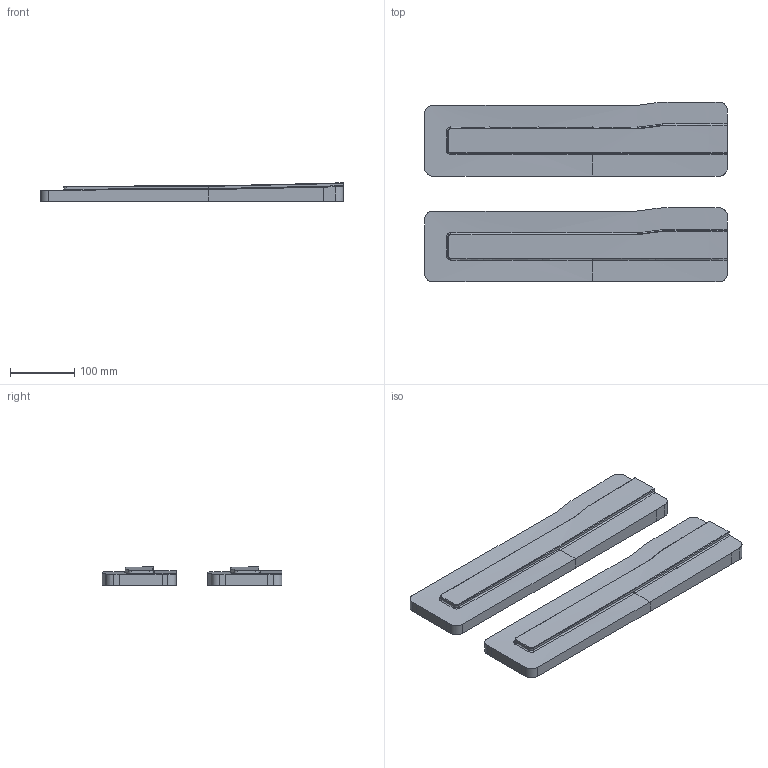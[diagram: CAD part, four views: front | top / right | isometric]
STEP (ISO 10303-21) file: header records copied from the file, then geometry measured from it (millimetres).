
FILE_DESCRIPTION(/* description */ (''),/* implementation_level */ '2;1');
FILE_NAME(/* name */ '1008190_322-2_FORMING TOOL.stp',/* time_stamp */ '2021-05-19T13:50:39+08:00',/* author */ (''),/* organization */ (''),/* preprocessor_version */ 'ST-DEVELOPER v16.7',/* originating_system */ 'SIEMENS PLM Software NX 1867',/* authorisation */ '');
FILE_SCHEMA (('AUTOMOTIVE_DESIGN { 1 0 10303 214 3 1 1 1 }'));
Length unit declared in the file: inch
Products named in the file (1): Pere3D8416D8bswo
Bounding box: 472.56 x 280.35 x 28.88 mm (x, y, z)
Volume: 1752748.7 mm3; surface area: 276585.9 mm2
Topology: 2 solids, 2 shells, 360 faces, 1034 edges, 664 vertices
Faces by surface type: bspline 154, cylinder 96, plane 54, extrusion 40, cone 12, sphere 4
Full cylindrical faces by diameter (mm): 0.508 x30, 5 x30, 6.528 x12
Entity records: 18749 total; most frequent: CARTESIAN_POINT 11709, ORIENTED_EDGE 1760, EDGE_CURVE 880, DIRECTION 800, VERTEX_POINT 612, B_SPLINE_CURVE_WITH_KNOTS 600, EDGE_LOOP 496, ADVANCED_FACE 360
